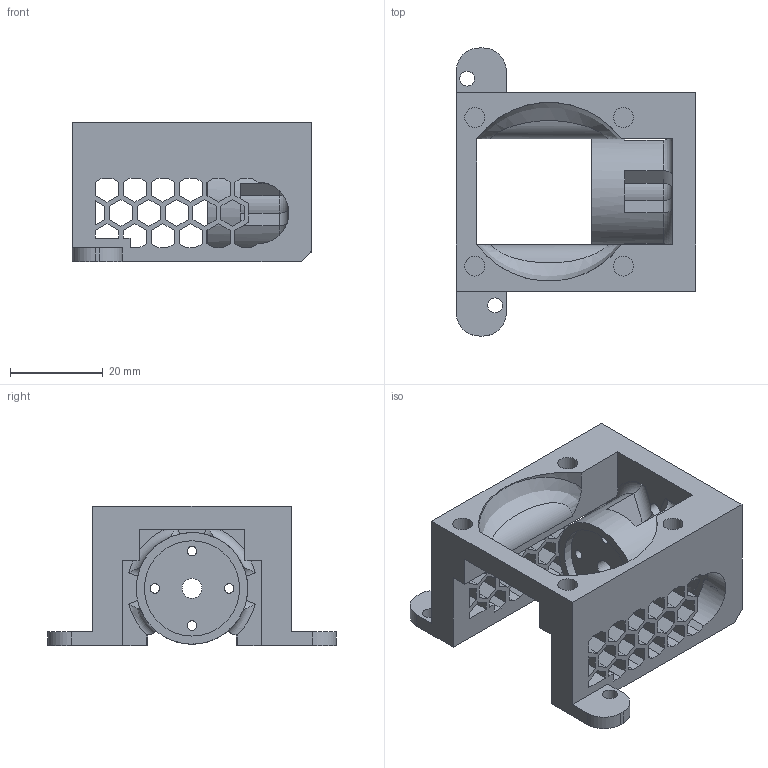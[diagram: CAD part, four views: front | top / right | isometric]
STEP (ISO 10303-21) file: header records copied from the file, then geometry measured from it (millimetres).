
FILE_DESCRIPTION(/* description */ ('STEP AP242','CAx-IF Rec.Pracs.---Representation and Presentation of Product Manufacturing Information (PMI)---4.0---2014-10-13','CAx-IF Rec.Pracs.---3D Tessellated Geometry---0.4---2014-09-14','2;1'),/* implementation_level */ '2;1');
FILE_NAME(/* name */ '67e730f832aefa59a9e1443c',/* time_stamp */ '2025-03-28T23:30:00Z',/* author */ (''),/* organization */ (''),/* preprocessor_version */ 'ST-DEVELOPER v20',/* originating_system */ 'ONSHAPE BY PTC INC, 1.195',/* authorisation */ ' ');
FILE_SCHEMA (('AP242_MANAGED_MODEL_BASED_3D_ENGINEERING_MIM_LF { 1 0 10303 442 1 1 4 }'));
Length unit declared in the file: metre
Products named in the file (1): Rapido HF Hotend Adapter
Bounding box: 51.6 x 62 x 29.94 mm (x, y, z)
Volume: 25831.2 mm3; surface area: 16596.5 mm2
Topology: 1 solids, 1 shells, 339 faces, 1005 edges, 669 vertices
Faces by surface type: plane 282, cylinder 44, torus 7, cone 4, bspline 2
Full cylindrical faces by diameter (mm): 2.05 x4, 3 x3, 3.2 x2, 4.3 x7, 20.5 x1, 24 x1
Entity records: 11384 total; most frequent: CARTESIAN_POINT 2284, ORIENTED_EDGE 1942, DIRECTION 1691, EDGE_CURVE 971, LINE 833, VECTOR 833, VERTEX_POINT 657, EDGE_LOOP 452
